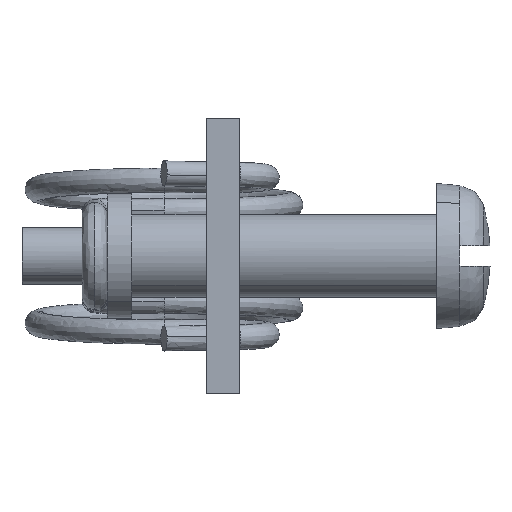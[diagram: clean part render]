
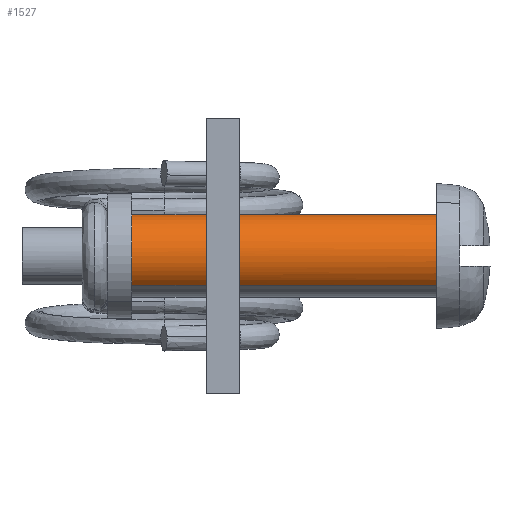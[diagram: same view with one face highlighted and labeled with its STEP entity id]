
A CAD part, top view. The second image highlights one B-rep face of the part: STEP entity #1527.
In plain terms, the highlighted free-form (B-spline) face has degree [2, 1] with [5, 2] control points.
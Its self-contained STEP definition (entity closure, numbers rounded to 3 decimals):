
#806=CARTESIAN_POINT('',(-14.7,-1.402,1.427));
#807=VERTEX_POINT('',#806);
#818=CARTESIAN_POINT('',(-14.7,0.0,2.0));
#819=VERTEX_POINT('',#818);
#820=CARTESIAN_POINT('',(-14.7,0.0,2.0));
#821=CARTESIAN_POINT('',(-14.7,-0.194,2.));
#822=CARTESIAN_POINT('',(-14.7,-0.518,1.952));
#823=CARTESIAN_POINT('',(-14.7,-0.999,1.755));
#824=CARTESIAN_POINT('',(-14.7,-1.263,1.563));
#825=CARTESIAN_POINT('',(-14.7,-1.402,1.427));
#826=B_SPLINE_CURVE_WITH_KNOTS('',3,(#820,#821,#822,#823,#824,#825),.UNSPECIFIED.,.F.,.U.,(4,1,1,4),(0.,0.583,0.971,1.553),.UNSPECIFIED.);
#827=EDGE_CURVE('',#819,#807,#826,.T.);
#829=CARTESIAN_POINT('',(-14.7,2.,0.));
#830=VERTEX_POINT('',#829);
#831=CARTESIAN_POINT('',(-14.7,2.,0.));
#832=CARTESIAN_POINT('',(-14.7,2.,0.139));
#833=CARTESIAN_POINT('',(-14.7,1.972,0.409));
#834=CARTESIAN_POINT('',(-14.7,1.865,0.746));
#835=CARTESIAN_POINT('',(-14.7,1.721,1.032));
#836=CARTESIAN_POINT('',(-14.7,1.562,1.261));
#837=CARTESIAN_POINT('',(-14.7,1.343,1.494));
#838=CARTESIAN_POINT('',(-14.7,1.089,1.689));
#839=CARTESIAN_POINT('',(-14.7,0.82,1.831));
#840=CARTESIAN_POINT('',(-14.7,0.466,1.96));
#841=CARTESIAN_POINT('',(-14.7,0.196,2.));
#842=CARTESIAN_POINT('',(-14.7,0.0,2.0));
#843=B_SPLINE_CURVE_WITH_KNOTS('',3,(#831,#832,#833,#834,#835,#836,#837,#838,#839,#840,#841,#842),.UNSPECIFIED.,.F.,.U.,(4,1,1,1,1,1,1,1,1,4),(0.,0.417,0.81,1.055,1.374,1.644,2.013,2.332,2.553,3.142),.UNSPECIFIED.);
#844=EDGE_CURVE('',#830,#819,#843,.T.);
#846=CARTESIAN_POINT('',(-14.7,1.402,-1.427));
#847=VERTEX_POINT('',#846);
#848=CARTESIAN_POINT('',(-14.7,1.402,-1.427));
#849=CARTESIAN_POINT('',(-14.7,1.49,-1.34));
#850=CARTESIAN_POINT('',(-14.7,1.64,-1.162));
#851=CARTESIAN_POINT('',(-14.7,1.807,-0.875));
#852=CARTESIAN_POINT('',(-14.7,1.955,-0.496));
#853=CARTESIAN_POINT('',(-14.7,2.,-0.199));
#854=CARTESIAN_POINT('',(-14.7,2.,0.));
#855=B_SPLINE_CURVE_WITH_KNOTS('',3,(#848,#849,#850,#851,#852,#853,#854),.UNSPECIFIED.,.F.,.U.,(4,1,1,1,4),(0.,0.372,0.695,0.993,1.588),.UNSPECIFIED.);
#856=EDGE_CURVE('',#847,#830,#855,.T.);
#1407=CARTESIAN_POINT('',(0.,1.402,-1.427));
#1408=VERTEX_POINT('',#1407);
#1409=CARTESIAN_POINT('',(0.,1.402,-1.427));
#1410=CARTESIAN_POINT('',(-14.7,1.402,-1.427));
#1411=QUASI_UNIFORM_CURVE('',1,(#1409,#1410),.UNSPECIFIED.,.F.,.U.);
#1412=EDGE_CURVE('',#1408,#847,#1411,.T.);
#1443=CARTESIAN_POINT('',(0.,-1.402,1.427));
#1444=VERTEX_POINT('',#1443);
#1455=CARTESIAN_POINT('',(0.,-1.402,1.427));
#1456=CARTESIAN_POINT('',(-14.7,-1.402,1.427));
#1457=QUASI_UNIFORM_CURVE('',1,(#1455,#1456),.UNSPECIFIED.,.F.,.U.);
#1458=EDGE_CURVE('',#1444,#807,#1457,.T.);
#1465=CARTESIAN_POINT('',(0.368,-1.402,1.427));
#1466=CARTESIAN_POINT('',(0.368,0.025,2.828));
#1467=CARTESIAN_POINT('',(0.368,1.427,1.402));
#1468=CARTESIAN_POINT('',(0.368,2.828,-0.025));
#1469=CARTESIAN_POINT('',(0.368,1.402,-1.427));
#1470=CARTESIAN_POINT('',(-15.077,-1.402,1.427));
#1471=CARTESIAN_POINT('',(-15.077,0.025,2.828));
#1472=CARTESIAN_POINT('',(-15.077,1.427,1.402));
#1473=CARTESIAN_POINT('',(-15.077,2.828,-0.025));
#1474=CARTESIAN_POINT('',(-15.077,1.402,-1.427));
#1482=(BOUNDED_SURFACE()B_SPLINE_SURFACE(2,1,((#1465,#1470),(#1466,#1471),(#1467,#1472),(#1468,#1473),(#1469,#1474)),.UNSPECIFIED.,.F.,.F.,.U.)B_SPLINE_SURFACE_WITH_KNOTS((3,2,3),(2,2),(0.0,3.314,6.627),(0.0,15.444),.UNSPECIFIED.)GEOMETRIC_REPRESENTATION_ITEM()RATIONAL_B_SPLINE_SURFACE(((1.0,1.0),(0.707,0.707),(1.0,1.0),(0.707,0.707),(1.0,1.0)))REPRESENTATION_ITEM('')SURFACE());
#1483=ORIENTED_EDGE('',*,*,#856,.T.);
#1484=ORIENTED_EDGE('',*,*,#844,.T.);
#1485=ORIENTED_EDGE('',*,*,#827,.T.);
#1486=ORIENTED_EDGE('',*,*,#1458,.F.);
#1487=CARTESIAN_POINT('',(0.,0.0,2.0));
#1488=VERTEX_POINT('',#1487);
#1489=CARTESIAN_POINT('',(0.,-1.402,1.427));
#1490=CARTESIAN_POINT('',(0.,-1.286,1.54));
#1491=CARTESIAN_POINT('',(0.,-1.073,1.704));
#1492=CARTESIAN_POINT('',(0.,-0.752,1.861));
#1493=CARTESIAN_POINT('',(0.,-0.413,1.969));
#1494=CARTESIAN_POINT('',(0.,-0.162,2.));
#1495=CARTESIAN_POINT('',(0.,0.0,2.0));
#1496=B_SPLINE_CURVE_WITH_KNOTS('',3,(#1489,#1490,#1491,#1492,#1493,#1494,#1495),.UNSPECIFIED.,.F.,.U.,(4,1,1,1,4),(0.,0.485,0.801,1.068,1.553),.UNSPECIFIED.);
#1497=EDGE_CURVE('',#1444,#1488,#1496,.T.);
#1498=ORIENTED_EDGE('',*,*,#1497,.T.);
#1499=CARTESIAN_POINT('',(0.,2.,0.));
#1500=VERTEX_POINT('',#1499);
#1501=CARTESIAN_POINT('',(0.,0.0,2.0));
#1502=CARTESIAN_POINT('',(0.,0.139,2.));
#1503=CARTESIAN_POINT('',(0.,0.385,1.974));
#1504=CARTESIAN_POINT('',(0.,0.77,1.86));
#1505=CARTESIAN_POINT('',(0.,1.156,1.657));
#1506=CARTESIAN_POINT('',(0.,1.501,1.348));
#1507=CARTESIAN_POINT('',(0.,1.761,0.979));
#1508=CARTESIAN_POINT('',(0.,1.949,0.54));
#1509=CARTESIAN_POINT('',(0.,2.,0.196));
#1510=CARTESIAN_POINT('',(0.,2.,0.));
#1511=B_SPLINE_CURVE_WITH_KNOTS('',3,(#1501,#1502,#1503,#1504,#1505,#1506,#1507,#1508,#1509,#1510),.UNSPECIFIED.,.F.,.U.,(4,1,1,1,1,1,1,4),(0.,0.417,0.736,1.203,1.718,2.111,2.553,3.142),.UNSPECIFIED.);
#1512=EDGE_CURVE('',#1488,#1500,#1511,.T.);
#1513=ORIENTED_EDGE('',*,*,#1512,.T.);
#1514=CARTESIAN_POINT('',(0.,2.,0.));
#1515=CARTESIAN_POINT('',(0.,2.,-0.149));
#1516=CARTESIAN_POINT('',(0.,1.973,-0.389));
#1517=CARTESIAN_POINT('',(0.,1.861,-0.762));
#1518=CARTESIAN_POINT('',(0.,1.687,-1.103));
#1519=CARTESIAN_POINT('',(0.,1.502,-1.328));
#1520=CARTESIAN_POINT('',(0.,1.402,-1.427));
#1521=B_SPLINE_CURVE_WITH_KNOTS('',3,(#1514,#1515,#1516,#1517,#1518,#1519,#1520),.UNSPECIFIED.,.F.,.U.,(4,1,1,1,4),(0.,0.447,0.72,1.166,1.588),.UNSPECIFIED.);
#1522=EDGE_CURVE('',#1500,#1408,#1521,.T.);
#1523=ORIENTED_EDGE('',*,*,#1522,.T.);
#1524=ORIENTED_EDGE('',*,*,#1412,.T.);
#1525=EDGE_LOOP('',(#1483,#1484,#1485,#1486,#1498,#1513,#1523,#1524));
#1526=FACE_OUTER_BOUND('',#1525,.T.);
#1527=ADVANCED_FACE('',(#1526),#1482,.T.);
